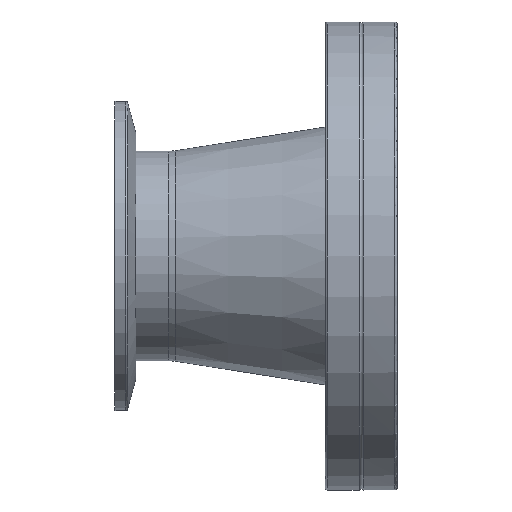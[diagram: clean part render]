
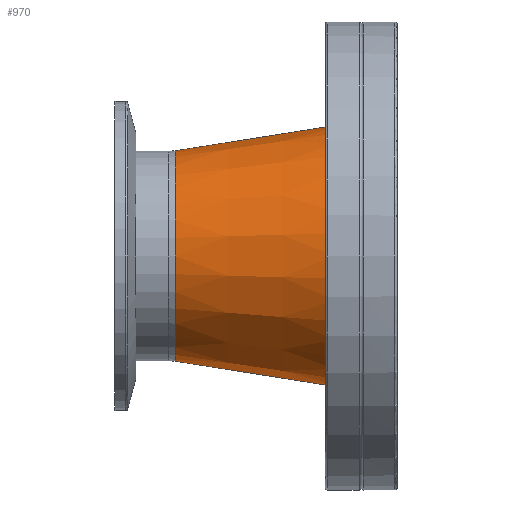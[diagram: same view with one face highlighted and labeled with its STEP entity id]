
A CAD part, left-side view. The second image highlights one B-rep face of the part: STEP entity #970.
In plain terms, the highlighted conical face has half-angle 8.954 degrees and reference radius 28.575 mm.
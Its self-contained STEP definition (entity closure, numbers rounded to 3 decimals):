
#110=CONICAL_SURFACE('',#1127,28.575,8.954);
#187=FACE_BOUND('',#412,.T.);
#261=FACE_OUTER_BOUND('',#411,.T.);
#411=EDGE_LOOP('',(#872));
#412=EDGE_LOOP('',(#873));
#498=CIRCLE('',#1125,25.522);
#500=CIRCLE('',#1128,31.628);
#587=VERTEX_POINT('',#1838);
#589=VERTEX_POINT('',#1843);
#684=EDGE_CURVE('',#587,#587,#498,.T.);
#686=EDGE_CURVE('',#589,#589,#500,.T.);
#872=ORIENTED_EDGE('',*,*,#686,.F.);
#873=ORIENTED_EDGE('',*,*,#684,.F.);
#970=ADVANCED_FACE('',(#261,#187),#110,.T.);
#1125=AXIS2_PLACEMENT_3D('',#1839,#1437,#1438);
#1127=AXIS2_PLACEMENT_3D('',#1842,#1441,#1442);
#1128=AXIS2_PLACEMENT_3D('',#1844,#1443,#1444);
#1437=DIRECTION('center_axis',(-1.,0.,0.));
#1438=DIRECTION('ref_axis',(0.,-1.,0.));
#1441=DIRECTION('center_axis',(1.,0.,0.));
#1442=DIRECTION('ref_axis',(0.,1.,0.));
#1443=DIRECTION('center_axis',(1.,0.,0.));
#1444=DIRECTION('ref_axis',(0.,-1.,0.));
#1838=CARTESIAN_POINT('',(-39.527,25.522,0.));
#1839=CARTESIAN_POINT('Origin',(-39.527,0.,0.));
#1842=CARTESIAN_POINT('Origin',(-20.15,0.,0.));
#1843=CARTESIAN_POINT('',(-0.773,31.628,0.));
#1844=CARTESIAN_POINT('Origin',(-0.773,0.,0.));
